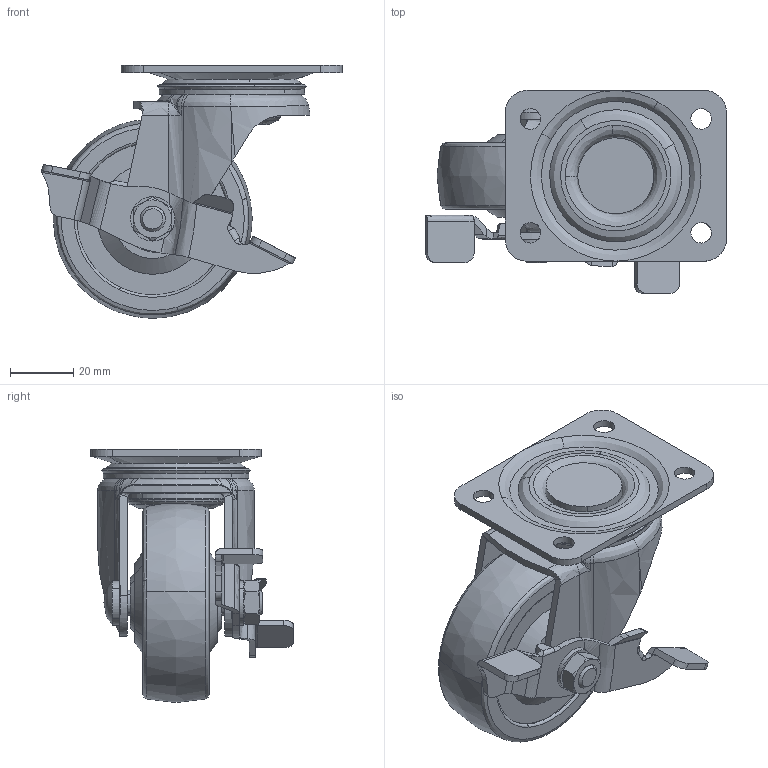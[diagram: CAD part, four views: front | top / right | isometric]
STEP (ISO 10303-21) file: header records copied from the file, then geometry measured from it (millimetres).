
FILE_DESCRIPTION((''),'2;1');
FILE_NAME('','2006-01-18T12:32:21',(''),(''),'','CADfix','');
FILE_SCHEMA(('AUTOMOTIVE_DESIGN'));
Length unit declared in the file: millimetre
Products named in the file (7): lever; wheel; mounting plate; main shaft; body; axle; No_105S_32025_36
Assembly tree (6 placements, depth 2):
  No_105S_32025_36
    lever
    wheel
    mounting plate
    main shaft
    body
    axle
Bounding box: 95.14 x 64.12 x 80 mm (x, y, z)
Volume: 105316 mm3; surface area: 39464.2 mm2
Topology: 6 solids, 6 shells, 339 faces, 1115 edges, 806 vertices
Faces by surface type: bspline 339
Entity records: 19444 total; most frequent: CARTESIAN_POINT 12821, ORIENTED_EDGE 2222, EDGE_CURVE 1111, B_SPLINE_CURVE_WITH_KNOTS 819, VERTEX_POINT 805, EDGE_LOOP 378, FACE_OUTER_BOUND 338, ADVANCED_FACE 338
